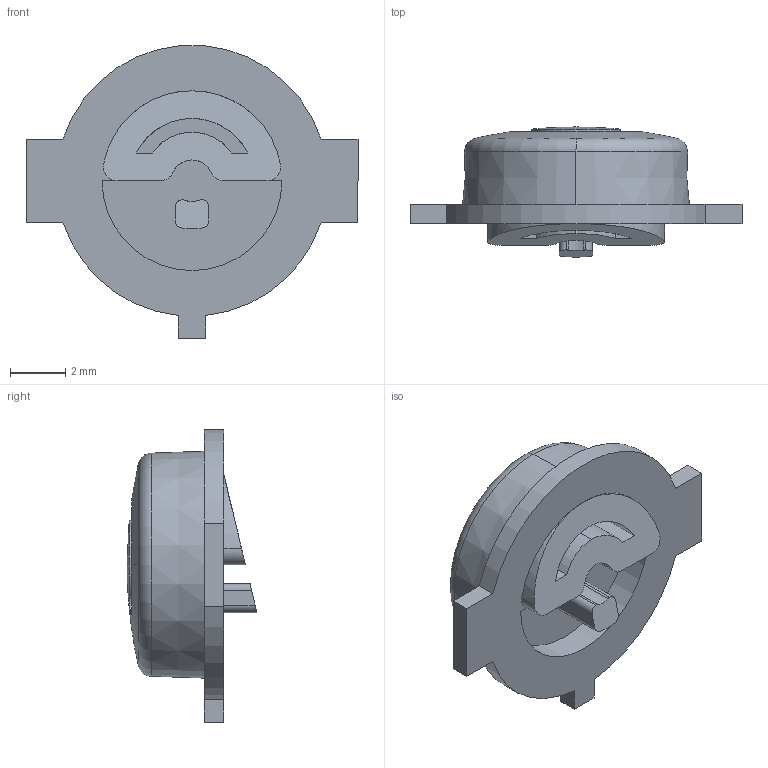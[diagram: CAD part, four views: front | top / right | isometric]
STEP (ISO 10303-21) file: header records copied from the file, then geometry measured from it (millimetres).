
FILE_DESCRIPTION (( 'STEP AP214' ), '1' );
FILE_NAME ('ps-mod.STEP', '2021-09-06T16:10:19', ( 'NoNo' ), ( '' ), 'SwSTEP 2.0', 'SolidWorks 2012', '' );
FILE_SCHEMA (( 'AUTOMOTIVE_DESIGN' ));
Length unit declared in the file: millimetre
Products named in the file (1): ps-mod
Bounding box: 12 x 4.7 x 10.58 mm (x, y, z)
Volume: 164.8 mm3; surface area: 331.4 mm2
Topology: 1 solids, 1 shells, 65 faces, 172 edges, 114 vertices
Faces by surface type: cylinder 33, plane 25, sphere 3, torus 2, cone 2
Entity records: 2092 total; most frequent: CARTESIAN_POINT 455, ORIENTED_EDGE 344, DIRECTION 336, EDGE_CURVE 172, AXIS2_PLACEMENT_3D 125, VERTEX_POINT 114, LINE 86, VECTOR 86
